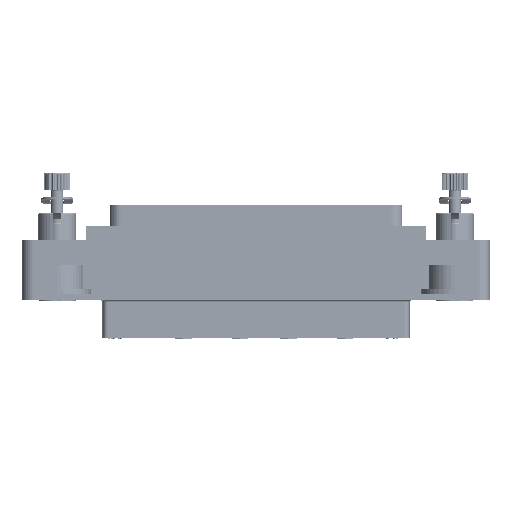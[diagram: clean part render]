
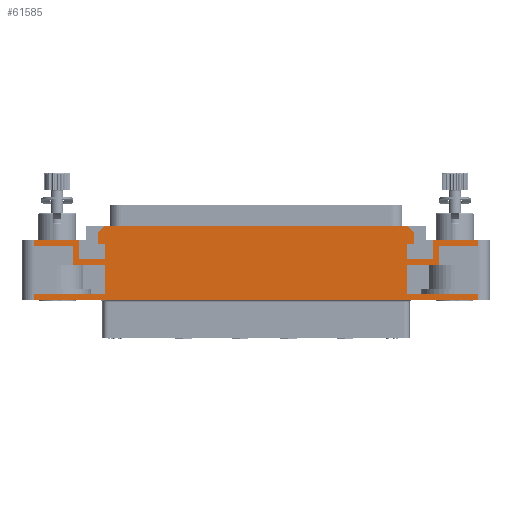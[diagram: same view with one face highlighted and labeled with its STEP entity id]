
A CAD part, top view. The second image highlights one B-rep face of the part: STEP entity #61585.
In plain terms, the highlighted planar face has unit normal (0, 0, 1).
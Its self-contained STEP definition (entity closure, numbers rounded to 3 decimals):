
#3642=DIRECTION('',(0.,-1.,0.));
#3643=VECTOR('',#3642,1.);
#3644=CARTESIAN_POINT('',(-38.,1.,7.));
#3645=LINE('',#3644,#3643);
#3660=DIRECTION('',(0.,-1.,0.));
#3661=VECTOR('',#3660,1.);
#3662=CARTESIAN_POINT('',(-38.,10.25,7.));
#3663=LINE('',#3662,#3661);
#3688=DIRECTION('',(-1.,0.,0.));
#3689=VECTOR('',#3688,76.);
#3690=CARTESIAN_POINT('',(38.,0.,7.));
#3691=LINE('',#3690,#3689);
#3692=DIRECTION('',(0.,1.,0.));
#3693=VECTOR('',#3692,5.05);
#3694=CARTESIAN_POINT('',(-25.8,1.,7.));
#3695=LINE('',#3694,#3693);
#3696=DIRECTION('',(-1.,0.,0.));
#3697=VECTOR('',#3696,5.4);
#3698=CARTESIAN_POINT('',(-25.8,6.05,7.));
#3699=LINE('',#3698,#3697);
#3700=DIRECTION('',(0.,1.,0.));
#3701=VECTOR('',#3700,3.2);
#3702=CARTESIAN_POINT('',(-31.2,6.05,7.));
#3703=LINE('',#3702,#3701);
#3704=DIRECTION('',(1.,0.,0.));
#3705=VECTOR('',#3704,6.8);
#3706=CARTESIAN_POINT('',(-38.,9.25,7.));
#3707=LINE('',#3706,#3705);
#3708=DIRECTION('',(1.,0.,0.));
#3709=VECTOR('',#3708,7.8);
#3710=CARTESIAN_POINT('',(-38.,10.25,7.));
#3711=LINE('',#3710,#3709);
#3712=DIRECTION('',(0.,-1.,0.));
#3713=VECTOR('',#3712,3.2);
#3714=CARTESIAN_POINT('',(-30.2,10.25,7.));
#3715=LINE('',#3714,#3713);
#3716=DIRECTION('',(1.,0.,0.));
#3717=VECTOR('',#3716,4.4);
#3718=CARTESIAN_POINT('',(-30.2,7.05,7.));
#3719=LINE('',#3718,#3717);
#3720=DIRECTION('',(0.,1.,0.));
#3721=VECTOR('',#3720,2.6);
#3722=CARTESIAN_POINT('',(-25.8,7.05,7.));
#3723=LINE('',#3722,#3721);
#3724=DIRECTION('',(-1.,0.,0.));
#3725=VECTOR('',#3724,1.2);
#3726=CARTESIAN_POINT('',(-25.8,9.65,7.));
#3727=LINE('',#3726,#3725);
#3728=DIRECTION('',(0.,-1.,0.));
#3729=VECTOR('',#3728,1.9);
#3730=CARTESIAN_POINT('',(-27.,11.55,7.));
#3731=LINE('',#3730,#3729);
#3732=DIRECTION('',(1.,0.,0.));
#3733=VECTOR('',#3732,51.6);
#3734=CARTESIAN_POINT('',(-25.8,12.75,7.));
#3735=LINE('',#3734,#3733);
#3736=DIRECTION('',(0.,-1.,0.));
#3737=VECTOR('',#3736,1.9);
#3738=CARTESIAN_POINT('',(27.,11.55,7.));
#3739=LINE('',#3738,#3737);
#3740=DIRECTION('',(-1.,0.,0.));
#3741=VECTOR('',#3740,1.2);
#3742=CARTESIAN_POINT('',(27.,9.65,7.));
#3743=LINE('',#3742,#3741);
#3744=DIRECTION('',(0.,-1.,0.));
#3745=VECTOR('',#3744,2.6);
#3746=CARTESIAN_POINT('',(25.8,9.65,7.));
#3747=LINE('',#3746,#3745);
#3748=DIRECTION('',(1.,0.,0.));
#3749=VECTOR('',#3748,4.4);
#3750=CARTESIAN_POINT('',(25.8,7.05,7.));
#3751=LINE('',#3750,#3749);
#3752=DIRECTION('',(0.,1.,0.));
#3753=VECTOR('',#3752,3.2);
#3754=CARTESIAN_POINT('',(30.2,7.05,7.));
#3755=LINE('',#3754,#3753);
#3756=DIRECTION('',(1.,0.,0.));
#3757=VECTOR('',#3756,7.8);
#3758=CARTESIAN_POINT('',(30.2,10.25,7.));
#3759=LINE('',#3758,#3757);
#3760=DIRECTION('',(-1.,0.,0.));
#3761=VECTOR('',#3760,6.8);
#3762=CARTESIAN_POINT('',(38.,9.25,7.));
#3763=LINE('',#3762,#3761);
#3764=DIRECTION('',(0.,1.,0.));
#3765=VECTOR('',#3764,3.2);
#3766=CARTESIAN_POINT('',(31.2,6.05,7.));
#3767=LINE('',#3766,#3765);
#3768=DIRECTION('',(1.,0.,0.));
#3769=VECTOR('',#3768,5.4);
#3770=CARTESIAN_POINT('',(25.8,6.05,7.));
#3771=LINE('',#3770,#3769);
#3772=DIRECTION('',(0.,1.,0.));
#3773=VECTOR('',#3772,5.05);
#3774=CARTESIAN_POINT('',(25.8,1.,7.));
#3775=LINE('',#3774,#3773);
#3776=DIRECTION('',(-1.,0.,0.));
#3777=VECTOR('',#3776,12.2);
#3778=CARTESIAN_POINT('',(38.,1.,7.));
#3779=LINE('',#3778,#3777);
#3850=DIRECTION('',(0.,1.,0.));
#3851=VECTOR('',#3850,1.);
#3852=CARTESIAN_POINT('',(38.,9.25,7.));
#3853=LINE('',#3852,#3851);
#3868=DIRECTION('',(0.,1.,0.));
#3869=VECTOR('',#3868,1.);
#3870=CARTESIAN_POINT('',(38.,0.,7.));
#3871=LINE('',#3870,#3869);
#40349=DIRECTION('',(-1.,0.,0.));
#40350=VECTOR('',#40349,12.2);
#40351=CARTESIAN_POINT('',(-25.8,1.,7.));
#40352=LINE('',#40351,#40350);
#40472=DIRECTION('',(-0.707,-0.707,0.));
#40473=VECTOR('',#40472,1.697);
#40474=CARTESIAN_POINT('',(-25.8,12.75,7.));
#40475=LINE('',#40474,#40473);
#40496=DIRECTION('',(0.707,-0.707,0.));
#40497=VECTOR('',#40496,1.697);
#40498=CARTESIAN_POINT('',(25.8,12.75,7.));
#40499=LINE('',#40498,#40497);
#46543=CARTESIAN_POINT('',(-30.2,10.25,7.));
#46544=CARTESIAN_POINT('',(-30.2,7.05,7.));
#46545=VERTEX_POINT('',#46543);
#46546=VERTEX_POINT('',#46544);
#46547=CARTESIAN_POINT('',(-25.8,7.05,7.));
#46548=VERTEX_POINT('',#46547);
#46549=CARTESIAN_POINT('',(-25.8,9.65,7.));
#46550=VERTEX_POINT('',#46549);
#46551=CARTESIAN_POINT('',(-27.,9.65,7.));
#46552=VERTEX_POINT('',#46551);
#46553=CARTESIAN_POINT('',(27.,9.65,7.));
#46554=CARTESIAN_POINT('',(25.8,9.65,7.));
#46555=VERTEX_POINT('',#46553);
#46556=VERTEX_POINT('',#46554);
#46557=CARTESIAN_POINT('',(25.8,7.05,7.));
#46558=VERTEX_POINT('',#46557);
#46559=CARTESIAN_POINT('',(30.2,7.05,7.));
#46560=VERTEX_POINT('',#46559);
#46561=CARTESIAN_POINT('',(30.2,10.25,7.));
#46562=VERTEX_POINT('',#46561);
#46567=CARTESIAN_POINT('',(-25.8,12.75,7.));
#46569=VERTEX_POINT('',#46567);
#46571=CARTESIAN_POINT('',(-27.,11.55,7.));
#46573=VERTEX_POINT('',#46571);
#46575=CARTESIAN_POINT('',(25.8,12.75,7.));
#46577=VERTEX_POINT('',#46575);
#46579=CARTESIAN_POINT('',(27.,11.55,7.));
#46581=VERTEX_POINT('',#46579);
#46671=CARTESIAN_POINT('',(38.,10.25,7.));
#46673=VERTEX_POINT('',#46671);
#46677=CARTESIAN_POINT('',(38.,0.,7.));
#46678=VERTEX_POINT('',#46677);
#46679=CARTESIAN_POINT('',(-38.,0.,7.));
#46681=VERTEX_POINT('',#46679);
#46685=CARTESIAN_POINT('',(-38.,10.25,7.));
#46686=VERTEX_POINT('',#46685);
#51488=CARTESIAN_POINT('',(-38.,1.,7.));
#51490=VERTEX_POINT('',#51488);
#51491=CARTESIAN_POINT('',(-38.,9.25,7.));
#51492=VERTEX_POINT('',#51491);
#51493=CARTESIAN_POINT('',(-31.2,9.25,7.));
#51494=VERTEX_POINT('',#51493);
#51501=CARTESIAN_POINT('',(-25.8,6.05,7.));
#51502=CARTESIAN_POINT('',(-31.2,6.05,7.));
#51503=VERTEX_POINT('',#51501);
#51504=VERTEX_POINT('',#51502);
#51505=CARTESIAN_POINT('',(-25.8,1.,7.));
#51506=VERTEX_POINT('',#51505);
#51539=CARTESIAN_POINT('',(38.,1.,7.));
#51541=VERTEX_POINT('',#51539);
#51549=CARTESIAN_POINT('',(25.8,1.,7.));
#51550=VERTEX_POINT('',#51549);
#51553=CARTESIAN_POINT('',(25.8,6.05,7.));
#51554=VERTEX_POINT('',#51553);
#51573=CARTESIAN_POINT('',(38.,9.25,7.));
#51574=VERTEX_POINT('',#51573);
#51575=CARTESIAN_POINT('',(31.2,9.25,7.));
#51576=VERTEX_POINT('',#51575);
#51577=CARTESIAN_POINT('',(31.2,6.05,7.));
#51578=VERTEX_POINT('',#51577);
#61524=CARTESIAN_POINT('',(0.,0.,7.));
#61525=DIRECTION('',(0.,0.,-1.));
#61526=DIRECTION('',(-1.,0.,0.));
#61527=AXIS2_PLACEMENT_3D('',#61524,#61525,#61526);
#61528=PLANE('',#61527);
#61530=ORIENTED_EDGE('',*,*,#61529,.F.);
#61532=ORIENTED_EDGE('',*,*,#61531,.F.);
#61534=ORIENTED_EDGE('',*,*,#61533,.T.);
#61535=ORIENTED_EDGE('',*,*,#61460,.F.);
#61537=ORIENTED_EDGE('',*,*,#61536,.F.);
#61539=ORIENTED_EDGE('',*,*,#61538,.T.);
#61541=ORIENTED_EDGE('',*,*,#61540,.T.);
#61543=ORIENTED_EDGE('',*,*,#61542,.T.);
#61544=ORIENTED_EDGE('',*,*,#61517,.F.);
#61545=ORIENTED_EDGE('',*,*,#61467,.F.);
#61546=ORIENTED_EDGE('',*,*,#61168,.T.);
#61548=ORIENTED_EDGE('',*,*,#61547,.T.);
#61550=ORIENTED_EDGE('',*,*,#61549,.T.);
#61552=ORIENTED_EDGE('',*,*,#61551,.T.);
#61554=ORIENTED_EDGE('',*,*,#61553,.T.);
#61556=ORIENTED_EDGE('',*,*,#61555,.F.);
#61558=ORIENTED_EDGE('',*,*,#61557,.F.);
#61559=ORIENTED_EDGE('',*,*,#60341,.T.);
#61561=ORIENTED_EDGE('',*,*,#61560,.T.);
#61563=ORIENTED_EDGE('',*,*,#61562,.T.);
#61565=ORIENTED_EDGE('',*,*,#61564,.T.);
#61567=ORIENTED_EDGE('',*,*,#61566,.T.);
#61569=ORIENTED_EDGE('',*,*,#61568,.T.);
#61571=ORIENTED_EDGE('',*,*,#61570,.T.);
#61572=ORIENTED_EDGE('',*,*,#60415,.T.);
#61574=ORIENTED_EDGE('',*,*,#61573,.F.);
#61576=ORIENTED_EDGE('',*,*,#61575,.T.);
#61578=ORIENTED_EDGE('',*,*,#61577,.F.);
#61580=ORIENTED_EDGE('',*,*,#61579,.F.);
#61582=ORIENTED_EDGE('',*,*,#61581,.F.);
#61583=EDGE_LOOP('',(#61530,#61532,#61534,#61535,#61537,#61539,#61541,#61543,
#61544,#61545,#61546,#61548,#61550,#61552,#61554,#61556,#61558,#61559,#61561,
#61563,#61565,#61567,#61569,#61571,#61572,#61574,#61576,#61578,#61580,#61582));
#61584=FACE_OUTER_BOUND('',#61583,.F.);
#61585=ADVANCED_FACE('',(#61584),#61528,.F.);
#60341=EDGE_CURVE('',#46569,#46577,#3735,.T.);
#60415=EDGE_CURVE('',#46562,#46673,#3759,.T.);
#61168=EDGE_CURVE('',#46686,#46545,#3711,.T.);
#61460=EDGE_CURVE('',#51490,#46681,#3645,.T.);
#61467=EDGE_CURVE('',#46686,#51492,#3663,.T.);
#61517=EDGE_CURVE('',#51492,#51494,#3707,.T.);
#61529=EDGE_CURVE('',#51541,#51550,#3779,.T.);
#61531=EDGE_CURVE('',#46678,#51541,#3871,.T.);
#61533=EDGE_CURVE('',#46678,#46681,#3691,.T.);
#61536=EDGE_CURVE('',#51506,#51490,#40352,.T.);
#61538=EDGE_CURVE('',#51506,#51503,#3695,.T.);
#61540=EDGE_CURVE('',#51503,#51504,#3699,.T.);
#61542=EDGE_CURVE('',#51504,#51494,#3703,.T.);
#61547=EDGE_CURVE('',#46545,#46546,#3715,.T.);
#61549=EDGE_CURVE('',#46546,#46548,#3719,.T.);
#61551=EDGE_CURVE('',#46548,#46550,#3723,.T.);
#61553=EDGE_CURVE('',#46550,#46552,#3727,.T.);
#61555=EDGE_CURVE('',#46573,#46552,#3731,.T.);
#61557=EDGE_CURVE('',#46569,#46573,#40475,.T.);
#61560=EDGE_CURVE('',#46577,#46581,#40499,.T.);
#61562=EDGE_CURVE('',#46581,#46555,#3739,.T.);
#61564=EDGE_CURVE('',#46555,#46556,#3743,.T.);
#61566=EDGE_CURVE('',#46556,#46558,#3747,.T.);
#61568=EDGE_CURVE('',#46558,#46560,#3751,.T.);
#61570=EDGE_CURVE('',#46560,#46562,#3755,.T.);
#61573=EDGE_CURVE('',#51574,#46673,#3853,.T.);
#61575=EDGE_CURVE('',#51574,#51576,#3763,.T.);
#61577=EDGE_CURVE('',#51578,#51576,#3767,.T.);
#61579=EDGE_CURVE('',#51554,#51578,#3771,.T.);
#61581=EDGE_CURVE('',#51550,#51554,#3775,.T.);
